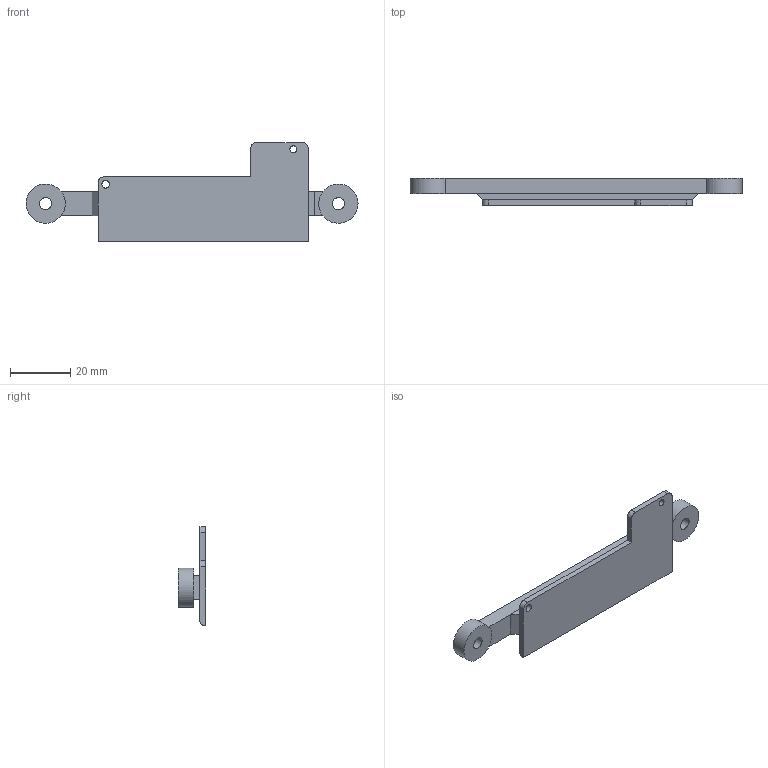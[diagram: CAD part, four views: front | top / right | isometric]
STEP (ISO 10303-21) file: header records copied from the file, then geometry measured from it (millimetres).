
FILE_DESCRIPTION(/* description */ (''),/* implementation_level */ '2;1');
FILE_NAME(/* name */ 'Discus_Mount_ThermalPrinter',/* time_stamp */ '2022-02-20T23:13:43+01:00',/* author */ (''),/* organization */ (''),/* preprocessor_version */ 'ST-DEVELOPER v16.5',/* originating_system */ 'Rhino 7.15',/* authorisation */ '');
FILE_SCHEMA (('CONFIG_CONTROL_DESIGN'));
Length unit declared in the file: millimetre
Products named in the file (1): Document
Bounding box: 110 x 9 x 32.7 mm (x, y, z)
Volume: 8955.8 mm3; surface area: 6108.6 mm2
Topology: 1 solids, 1 shells, 35 faces, 87 edges, 54 vertices
Faces by surface type: plane 24, cylinder 11
Full cylindrical faces by diameter (mm): 2.3 x1, 2.5 x1, 4 x2
Entity records: 1047 total; most frequent: CARTESIAN_POINT 367, ORIENTED_EDGE 174, EDGE_CURVE 87, VERTEX_POINT 54, B_SPLINE_CURVE_WITH_KNOTS 53, EDGE_LOOP 43, DIRECTION 37, ADVANCED_FACE 35
